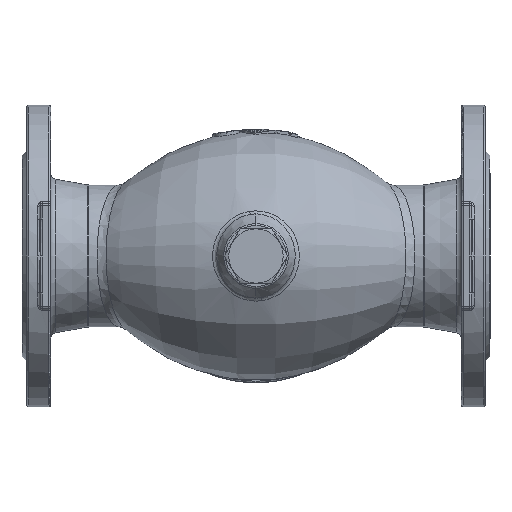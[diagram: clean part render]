
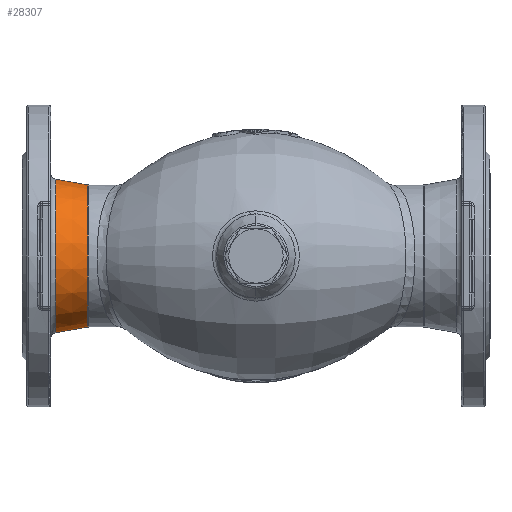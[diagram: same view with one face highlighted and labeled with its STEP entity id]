
A CAD part, front view. The second image highlights one B-rep face of the part: STEP entity #28307.
In plain terms, the highlighted conical face has half-angle 10 degrees and reference radius 51.408 mm.
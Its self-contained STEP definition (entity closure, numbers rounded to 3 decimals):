
#195 = AXIS2_PLACEMENT_3D ( 'NONE', #19363, #49484, #23660 ) ;
#859 = CARTESIAN_POINT ( 'NONE',  ( -111.325, 0., 47.061 ) ) ;
#3594 = EDGE_CURVE ( 'NONE', #33503, #50125, #46841, .T. ) ;
#5614 = VECTOR ( 'NONE', #50454, 1000. ) ;
#5784 = VECTOR ( 'NONE', #23045, 1000. ) ;
#10567 = VERTEX_POINT ( 'NONE', #23165 ) ;
#13635 = ORIENTED_EDGE ( 'NONE', *, *, #29447, .F. ) ;
#19363 = CARTESIAN_POINT ( 'NONE',  ( -132.675, 0., 0. ) ) ;
#19947 = EDGE_CURVE ( 'NONE', #10567, #24239, #26641, .T. ) ;
#20679 = CARTESIAN_POINT ( 'NONE',  ( -111.325, 0., 0. ) ) ;
#23045 = DIRECTION ( 'NONE',  ( -0.985, 0., -0.174 ) ) ;
#23165 = CARTESIAN_POINT ( 'NONE',  ( -111.325, 0., -47.061 ) ) ;
#23174 = CARTESIAN_POINT ( 'NONE',  ( -135.98, 0., 0. ) ) ;
#23660 = DIRECTION ( 'NONE',  ( 0., 0., 1. ) ) ;
#24239 = VERTEX_POINT ( 'NONE', #859 ) ;
#24651 = CARTESIAN_POINT ( 'NONE',  ( -135.98, 0., 51.408 ) ) ;
#25011 = DIRECTION ( 'NONE',  ( 0., 0., 1. ) ) ;
#25054 = CARTESIAN_POINT ( 'NONE',  ( -132.675, 0., 50.825 ) ) ;
#26085 = ORIENTED_EDGE ( 'NONE', *, *, #3594, .T. ) ;
#26641 = CIRCLE ( 'NONE', #45279, 47.061 ) ;
#28188 = CONICAL_SURFACE ( 'NONE', #32463, 51.408, 0.175 ) ;
#28307 = ADVANCED_FACE ( 'NONE', ( #46431 ), #28188, .T. ) ;
#28765 = LINE ( 'NONE', #48875, #5784 ) ;
#29447 = EDGE_CURVE ( 'NONE', #10567, #50125, #28765, .T. ) ;
#30626 = CARTESIAN_POINT ( 'NONE',  ( -132.675, 0., -50.825 ) ) ;
#30659 = EDGE_CURVE ( 'NONE', #24239, #33503, #50153, .T. ) ;
#32463 = AXIS2_PLACEMENT_3D ( 'NONE', #23174, #40009, #49181 ) ;
#33503 = VERTEX_POINT ( 'NONE', #25054 ) ;
#40009 = DIRECTION ( 'NONE',  ( -1., 0., 0. ) ) ;
#45279 = AXIS2_PLACEMENT_3D ( 'NONE', #20679, #50817, #25011 ) ;
#46431 = FACE_OUTER_BOUND ( 'NONE', #53916, .T. ) ;
#46841 = CIRCLE ( 'NONE', #195, 50.825 ) ;
#46879 = ORIENTED_EDGE ( 'NONE', *, *, #19947, .T. ) ;
#48875 = CARTESIAN_POINT ( 'NONE',  ( -135.98, 0., -51.408 ) ) ;
#49181 = DIRECTION ( 'NONE',  ( 0., 0., -1. ) ) ;
#49484 = DIRECTION ( 'NONE',  ( 1., 0., 0. ) ) ;
#50125 = VERTEX_POINT ( 'NONE', #30626 ) ;
#50153 = LINE ( 'NONE', #24651, #5614 ) ;
#50454 = DIRECTION ( 'NONE',  ( -0.985, 0., 0.174 ) ) ;
#50817 = DIRECTION ( 'NONE',  ( -1., 0., 0. ) ) ;
#53693 = ORIENTED_EDGE ( 'NONE', *, *, #30659, .T. ) ;
#53916 = EDGE_LOOP ( 'NONE', ( #46879, #53693, #26085, #13635 ) ) ;
